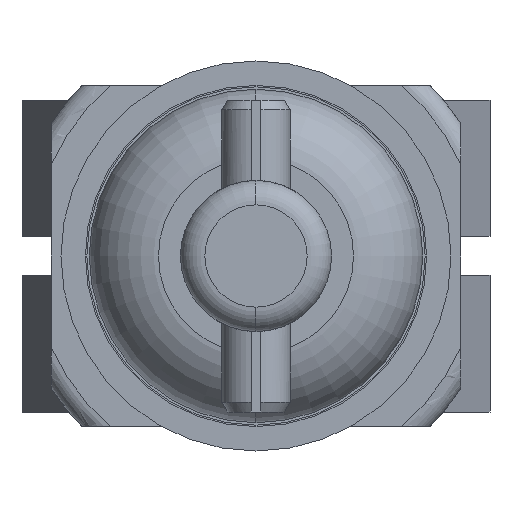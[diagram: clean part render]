
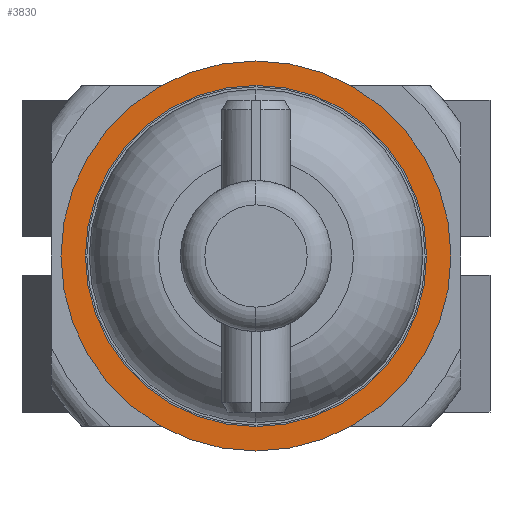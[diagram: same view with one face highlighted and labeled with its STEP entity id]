
A CAD part, front view. The second image highlights one B-rep face of the part: STEP entity #3830.
In plain terms, the highlighted planar face has unit normal (0, -1, 0).
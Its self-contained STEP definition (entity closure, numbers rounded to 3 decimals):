
#415 = EDGE_CURVE ( 'NONE', #5550, #1043, #2223, .T. ) ;
#1043 = VERTEX_POINT ( 'NONE', #8788 ) ;
#1417 = CARTESIAN_POINT ( 'NONE',  ( 0., -2., -1.75 ) ) ;
#1605 = VERTEX_POINT ( 'NONE', #1417 ) ;
#1860 = EDGE_CURVE ( 'NONE', #1605, #9450, #4295, .T. ) ;
#2021 = AXIS2_PLACEMENT_3D ( 'NONE', #5234, #9653, #8139 ) ;
#2057 = CIRCLE ( 'NONE', #7259, 2. ) ;
#2137 = FACE_BOUND ( 'NONE', #2488, .T. ) ;
#2223 = CIRCLE ( 'NONE', #8552, 2. ) ;
#2279 = EDGE_CURVE ( 'NONE', #9450, #1605, #7878, .T. ) ;
#2420 = DIRECTION ( 'NONE',  ( 0., 0., 1. ) ) ;
#2488 = EDGE_LOOP ( 'NONE', ( #3565, #3288 ) ) ;
#2936 = DIRECTION ( 'NONE',  ( 0., 1., 0. ) ) ;
#3034 = DIRECTION ( 'NONE',  ( 0., 0., 1. ) ) ;
#3182 = CARTESIAN_POINT ( 'NONE',  ( 0., -2., 0. ) ) ;
#3288 = ORIENTED_EDGE ( 'NONE', *, *, #1860, .T. ) ;
#3565 = ORIENTED_EDGE ( 'NONE', *, *, #2279, .T. ) ;
#3830 = ADVANCED_FACE ( 'Defeature ausgef�hrt1_16', ( #6662, #2137 ), #5136, .F. ) ;
#3970 = ORIENTED_EDGE ( 'NONE', *, *, #415, .F. ) ;
#4295 = CIRCLE ( 'NONE', #6883, 1.75 ) ;
#4302 = AXIS2_PLACEMENT_3D ( 'NONE', #6073, #8956, #9057 ) ;
#4551 = DIRECTION ( 'NONE',  ( 0., 0., 1. ) ) ;
#4755 = CARTESIAN_POINT ( 'NONE',  ( 0., -2., 0. ) ) ;
#5136 = PLANE ( 'NONE',  #2021 ) ;
#5234 = CARTESIAN_POINT ( 'NONE',  ( 2., -2., 0. ) ) ;
#5453 = EDGE_LOOP ( 'NONE', ( #3970, #7977 ) ) ;
#5550 = VERTEX_POINT ( 'NONE', #8635 ) ;
#6073 = CARTESIAN_POINT ( 'NONE',  ( 0., -2., 0. ) ) ;
#6247 = CARTESIAN_POINT ( 'NONE',  ( 0., -2., 1.75 ) ) ;
#6631 = EDGE_CURVE ( 'NONE', #1043, #5550, #2057, .T. ) ;
#6662 = FACE_OUTER_BOUND ( 'NONE', #5453, .T. ) ;
#6883 = AXIS2_PLACEMENT_3D ( 'NONE', #8367, #2936, #4551 ) ;
#7039 = DIRECTION ( 'NONE',  ( 0., 1., 0. ) ) ;
#7259 = AXIS2_PLACEMENT_3D ( 'NONE', #4755, #7039, #3034 ) ;
#7878 = CIRCLE ( 'NONE', #4302, 1.75 ) ;
#7977 = ORIENTED_EDGE ( 'NONE', *, *, #6631, .F. ) ;
#8139 = DIRECTION ( 'NONE',  ( 0., 0., 1. ) ) ;
#8367 = CARTESIAN_POINT ( 'NONE',  ( 0., -2., 0. ) ) ;
#8411 = DIRECTION ( 'NONE',  ( 0., 1., 0. ) ) ;
#8552 = AXIS2_PLACEMENT_3D ( 'NONE', #3182, #8411, #2420 ) ;
#8635 = CARTESIAN_POINT ( 'NONE',  ( 0., -2., 2. ) ) ;
#8788 = CARTESIAN_POINT ( 'NONE',  ( 0., -2., -2. ) ) ;
#8956 = DIRECTION ( 'NONE',  ( 0., 1., 0. ) ) ;
#9057 = DIRECTION ( 'NONE',  ( 0., 0., 1. ) ) ;
#9450 = VERTEX_POINT ( 'NONE', #6247 ) ;
#9653 = DIRECTION ( 'NONE',  ( 0., 1., 0. ) ) ;
